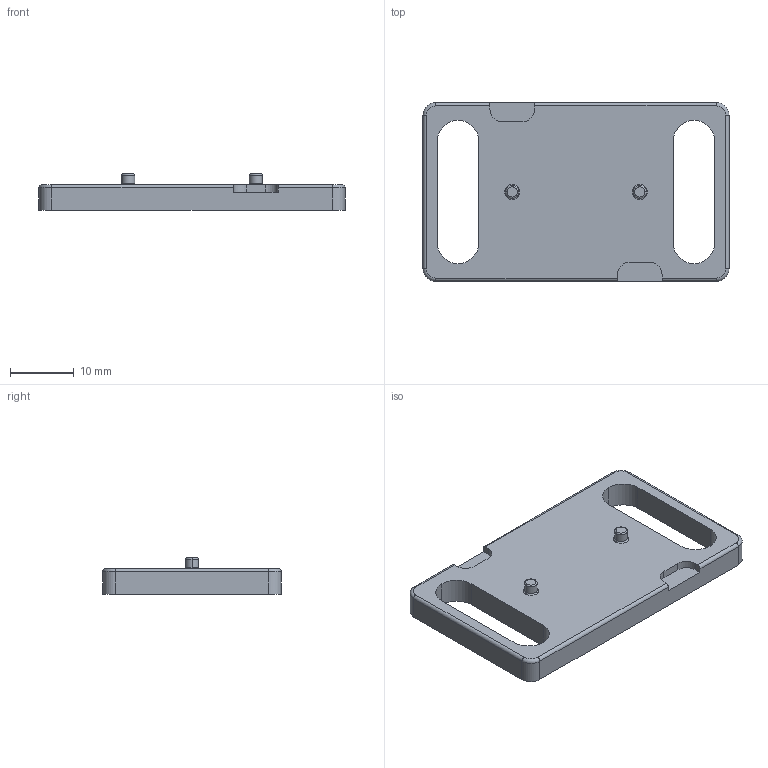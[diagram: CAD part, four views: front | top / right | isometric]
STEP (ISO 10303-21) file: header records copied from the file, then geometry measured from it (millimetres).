
FILE_DESCRIPTION (( 'STEP AP214' ), '1' );
FILE_NAME ('093043a4.STEP', '2014-08-18T06:38:08', ( '' ), ( '' ), 'SwSTEP 2.0', 'SolidWorks 2014', '' );
FILE_SCHEMA (( 'AUTOMOTIVE_DESIGN' ));
Length unit declared in the file: millimetre
Products named in the file (1): 093043a4
Bounding box: 48 x 28 x 5.7 mm (x, y, z)
Volume: 4206.5 mm3; surface area: 3175 mm2
Topology: 1 solids, 1 shells, 68 faces, 166 edges, 104 vertices
Faces by surface type: cylinder 30, plane 22, torus 12, cone 4
Entity records: 2056 total; most frequent: DIRECTION 388, CARTESIAN_POINT 339, ORIENTED_EDGE 332, EDGE_CURVE 166, AXIS2_PLACEMENT_3D 153, VERTEX_POINT 104, CIRCLE 84, VECTOR 82
